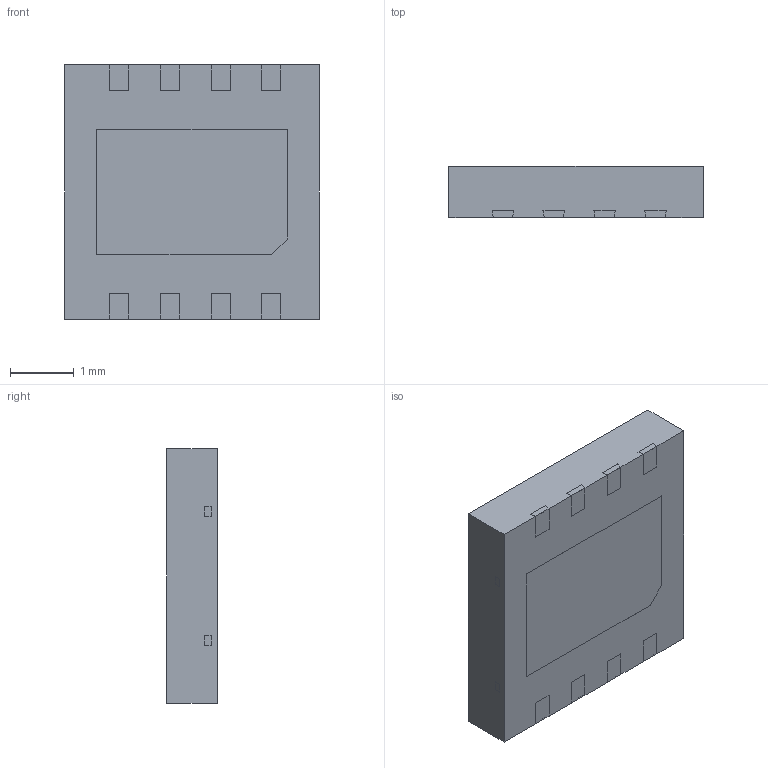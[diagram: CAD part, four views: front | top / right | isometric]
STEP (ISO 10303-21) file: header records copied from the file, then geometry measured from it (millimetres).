
FILE_DESCRIPTION((''),'2;1');
FILE_NAME('SDC80B_ASM','2012-02-08T',('CKXSSC'),(''),'PRO/ENGINEER BY PARAMETRIC TECHNOLOGY CORPORATION, 2011220','PRO/ENGINEER BY PARAMETRIC TECHNOLOGY CORPORATION, 2011220','');
FILE_SCHEMA(('AUTOMOTIVE_DESIGN_CC2 { 1 2 10303 214 -1 1 5 2 }'));
Length unit declared in the file: millimetre
Products named in the file (3): BODY_SDC08B; FRAME_SDC08B; SDC80B_ASM
Assembly tree (2 placements, depth 2):
  SDC80B_ASM
    BODY_SDC08B
    FRAME_SDC08B
Bounding box: 4 x 0.8 x 4 mm (x, y, z)
Volume: 12.8 mm3; surface area: 60.2 mm2
Topology: 14 solids, 14 shells, 179 faces, 434 edges, 288 vertices
Faces by surface type: plane 155, cylinder 24
Entity records: 6709 total; most frequent: CARTESIAN_POINT 1026, ORIENTED_EDGE 868, DIRECTION 768, PRESENTATION_STYLE_ASSIGNMENT 457, STYLED_ITEM 448, CURVE_STYLE 434, EDGE_CURVE 434, VECTOR 392
